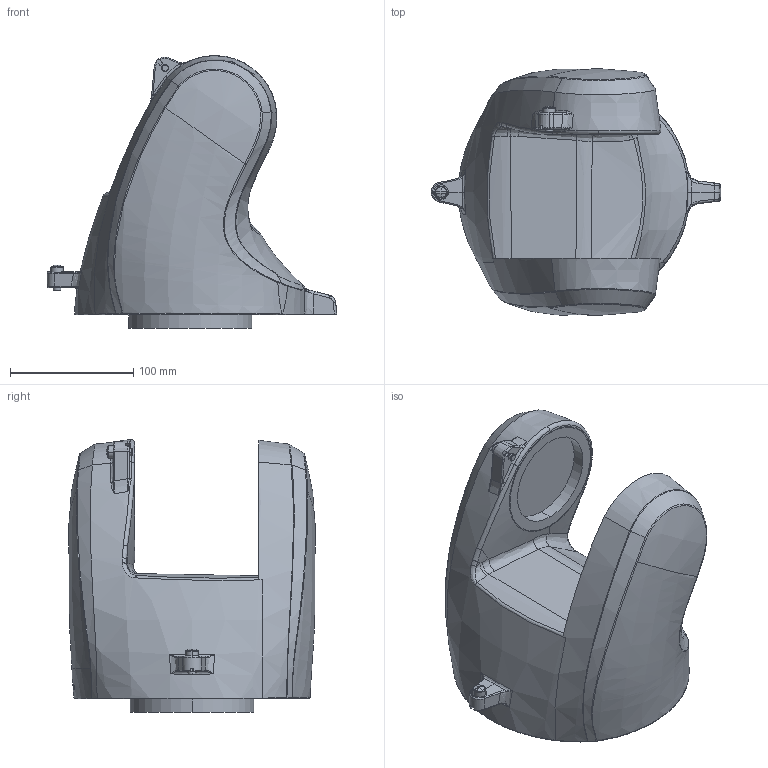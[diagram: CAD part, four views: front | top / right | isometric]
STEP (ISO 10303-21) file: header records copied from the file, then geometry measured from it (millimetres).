
FILE_DESCRIPTION (( 'STEP AP203' ), '1' );
FILE_NAME ('link1_Predeterminado_sldprt.STEP', '2023-06-14T01:22:43', ( '' ), ( '' ), 'SwSTEP 2.0', 'SolidWorks 2022', '' );
FILE_SCHEMA (( 'CONFIG_CONTROL_DESIGN' ));
Length unit declared in the file: millimetre
Products named in the file (1): link1_Predeterminado_sldprt
Bounding box: 235.03 x 200 x 221.51 mm (x, y, z)
Volume: 3426505.1 mm3; surface area: 174048.6 mm2
Topology: 1 solids, 1 shells, 407 faces, 933 edges, 530 vertices
Faces by surface type: bspline 213, cylinder 70, plane 68, sphere 28, torus 19, cone 9
Entity records: 28752 total; most frequent: CARTESIAN_POINT 21325, ORIENTED_EDGE 1840, DIRECTION 1109, EDGE_CURVE 920, VERTEX_POINT 528, AXIS2_PLACEMENT_3D 503, B_SPLINE_CURVE_WITH_KNOTS 470, EDGE_LOOP 420
